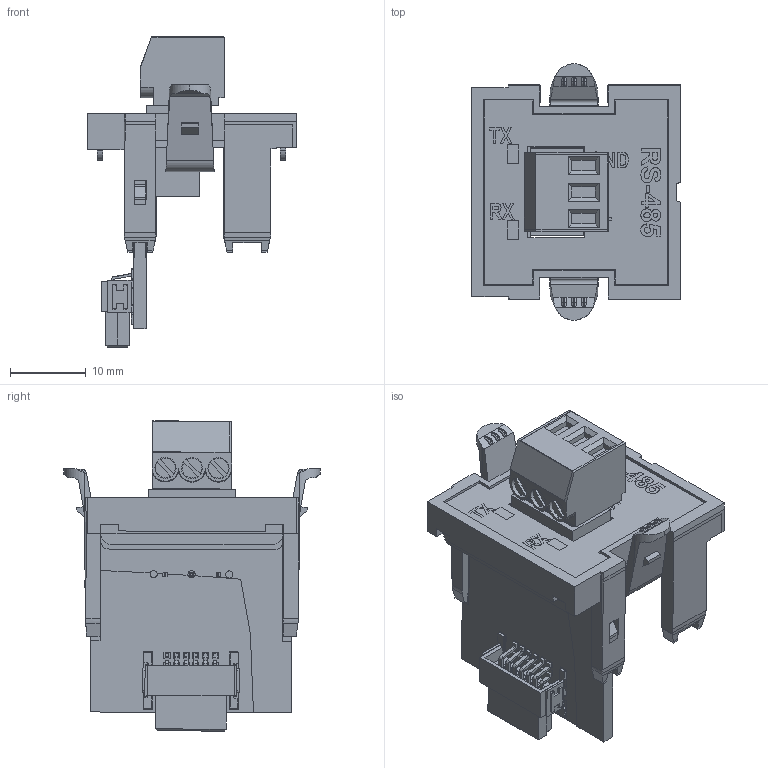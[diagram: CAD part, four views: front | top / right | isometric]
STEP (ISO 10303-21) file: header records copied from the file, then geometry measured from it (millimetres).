
FILE_DESCRIPTION (( 'STEP AP214' ), '1' );
FILE_NAME ('BX-P-SER4-TERM.STEP', '2017-03-14T21:52:45', ( '' ), ( '' ), 'SwSTEP 2.0', 'SolidWorks 2016', '' );
FILE_SCHEMA (( 'AUTOMOTIVE_DESIGN' ));
Length unit declared in the file: millimetre
Products named in the file (1): BX-P-SER4-TERM
Bounding box: 27.53 x 33.88 x 40.95 mm (x, y, z)
Volume: 5170.4 mm3; surface area: 9311.1 mm2
Topology: 54 solids, 54 shells, 2196 faces, 5825 edges, 3797 vertices
Faces by surface type: plane 1655, cylinder 403, bspline 88, torus 32, sphere 12, cone 6
Entity records: 96689 total; most frequent: CARTESIAN_POINT 17795, ORIENTED_EDGE 11626, DIRECTION 10461, EDGE_CURVE 5813, LINE 4703, VECTOR 4703, VERTEX_POINT 3797, AXIS2_PLACEMENT_3D 2879
